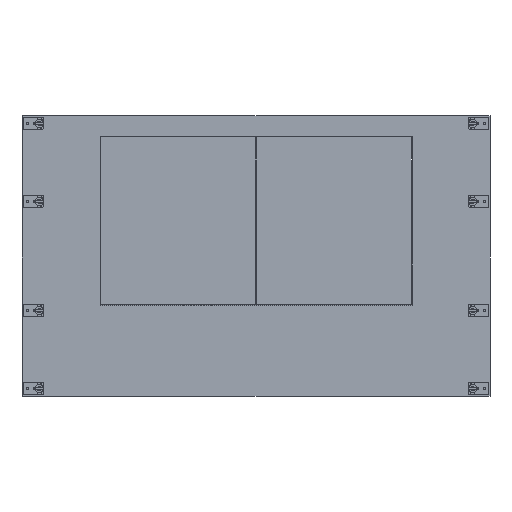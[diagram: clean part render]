
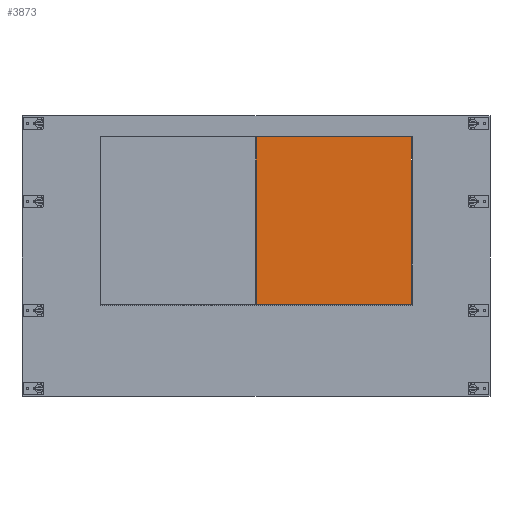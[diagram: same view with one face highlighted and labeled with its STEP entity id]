
A CAD part, top view. The second image highlights one B-rep face of the part: STEP entity #3873.
In plain terms, the highlighted planar face has unit normal (0, 0, 1).
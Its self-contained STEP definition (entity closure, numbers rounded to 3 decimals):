
#3758=DIRECTION('',(1.,0.,0.));
#3759=VECTOR('',#3758,248.5);
#3760=CARTESIAN_POINT('',(-149.,-240.85,1.));
#3761=LINE('',#3760,#3759);
#3765=DIRECTION('',(0.,-1.,0.));
#3766=VECTOR('',#3765,268.75);
#3767=CARTESIAN_POINT('',(-149.,27.9,1.));
#3768=LINE('',#3767,#3766);
#3772=DIRECTION('',(-1.,0.,0.));
#3773=VECTOR('',#3772,248.5);
#3774=CARTESIAN_POINT('',(99.5,27.9,1.));
#3775=LINE('',#3774,#3773);
#3779=DIRECTION('',(0.,1.,0.));
#3780=VECTOR('',#3779,268.75);
#3781=CARTESIAN_POINT('',(99.5,-240.85,1.));
#3782=LINE('',#3781,#3780);
#3842=CARTESIAN_POINT('',(-149.,27.9,1.));
#3843=CARTESIAN_POINT('',(-149.,-240.85,1.));
#3844=VERTEX_POINT('',#3842);
#3845=VERTEX_POINT('',#3843);
#3850=CARTESIAN_POINT('',(99.5,-240.85,1.));
#3851=VERTEX_POINT('',#3850);
#3852=CARTESIAN_POINT('',(99.5,27.9,1.));
#3853=VERTEX_POINT('',#3852);
#3858=CARTESIAN_POINT('',(0.,0.,1.));
#3859=DIRECTION('',(0.,0.,1.));
#3860=DIRECTION('',(1.,0.,0.));
#3861=AXIS2_PLACEMENT_3D('',#3858,#3859,#3860);
#3862=PLANE('',#3861);
#3864=ORIENTED_EDGE('',*,*,#3863,.F.);
#3866=ORIENTED_EDGE('',*,*,#3865,.F.);
#3868=ORIENTED_EDGE('',*,*,#3867,.F.);
#3870=ORIENTED_EDGE('',*,*,#3869,.F.);
#3871=EDGE_LOOP('',(#3864,#3866,#3868,#3870));
#3872=FACE_OUTER_BOUND('',#3871,.F.);
#3863=EDGE_CURVE('',#3845,#3851,#3761,.T.);
#3865=EDGE_CURVE('',#3844,#3845,#3768,.T.);
#3867=EDGE_CURVE('',#3853,#3844,#3775,.T.);
#3869=EDGE_CURVE('',#3851,#3853,#3782,.T.);
#3873=ADVANCED_FACE('',(#3872),#3862,.T.);
